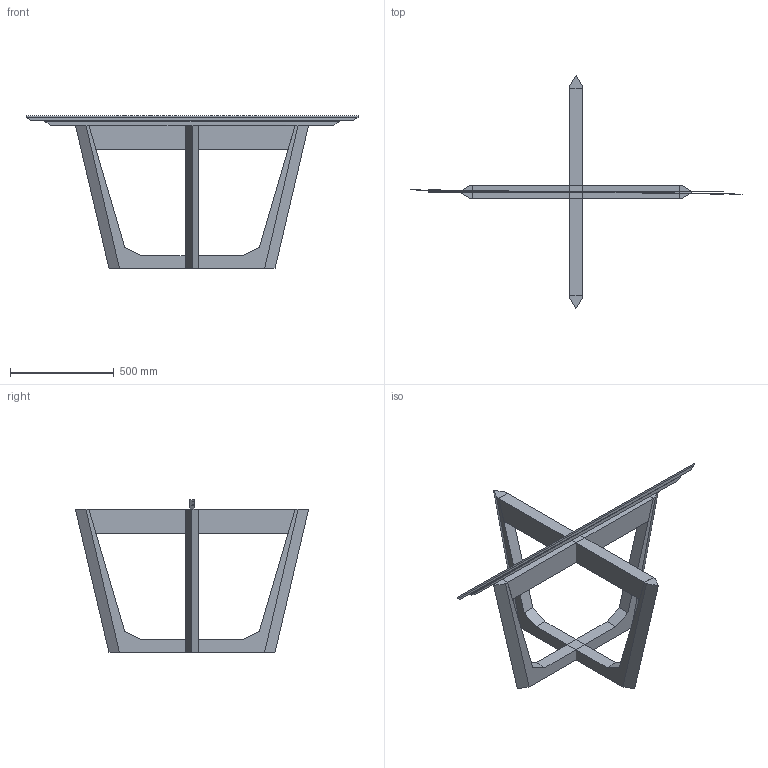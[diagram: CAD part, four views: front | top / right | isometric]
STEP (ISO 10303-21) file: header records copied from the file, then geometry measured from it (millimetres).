
FILE_DESCRIPTION(/* description */ (''),/* implementation_level */ '2;1');
FILE_NAME(/* name */ '47BUJ4~I',/* time_stamp */ '2015-05-27T16:35:40+02:00',/* author */ (''),/* organization */ (''),/* preprocessor_version */ 'ST-DEVELOPER v15',/* originating_system */ '',/* authorisation */ '');
FILE_SCHEMA (('AUTOMOTIVE_DESIGN'));
Length unit declared in the file: millimetre
Products named in the file (1): Document
Bounding box: 1600 x 1123.24 x 735.46 mm (x, y, z)
Volume: 30273327.8 mm3; surface area: 7450422.7 mm2
Topology: 4 solids, 11 shells, 51 faces, 129 edges, 88 vertices
Faces by surface type: bspline 36, plane 15
Entity records: 2606 total; most frequent: CARTESIAN_POINT 1743, ORIENTED_EDGE 227, EDGE_CURVE 123, VERTEX_POINT 83, B_SPLINE_CURVE_WITH_KNOTS 58, ADVANCED_FACE 51, FACE_OUTER_BOUND 51, EDGE_LOOP 51
